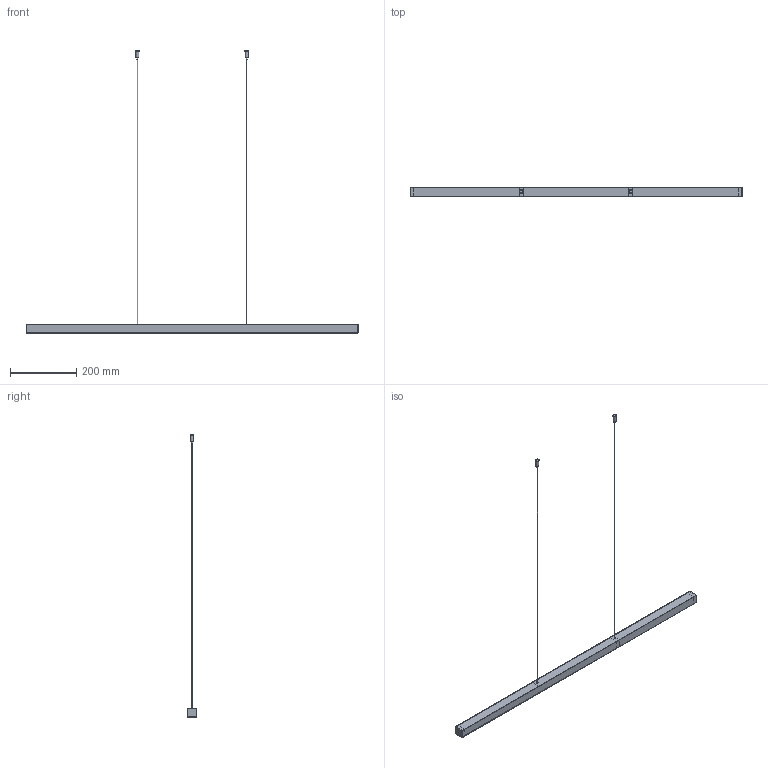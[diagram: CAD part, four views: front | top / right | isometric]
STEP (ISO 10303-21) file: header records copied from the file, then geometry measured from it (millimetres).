
FILE_DESCRIPTION(/* description */ (''),/* implementation_level */ '2;1');
FILE_NAME(/* name */ 'Oleant_BD100_Beam_Down_100.stp',/* time_stamp */ '2022-04-16T03:23:15+02:00',/* author */ ('Omnitek 2000'),/* organization */ (''),/* preprocessor_version */ 'ST-DEVELOPER v18',/* originating_system */ 'Autodesk Inventor 2020',/* authorisation */ '');
FILE_SCHEMA (('AUTOMOTIVE_DESIGN { 1 0 10303 214 3 1 1 }'));
Length unit declared in the file: millimetre
Products named in the file (5): olala; frame; frame_1; cable; ceiling_mount
Assembly tree (6 placements, depth 2):
  olala
    frame
    frame_1
    cable  x2
    ceiling_mount  x2
Bounding box: 1000 x 30 x 849.5 mm (x, y, z)
Volume: 775344.5 mm3; surface area: 269266.2 mm2
Topology: 6 solids, 6 shells, 75 faces, 146 edges, 96 vertices
Faces by surface type: plane 41, cylinder 22, sphere 8, torus 4
Full cylindrical faces by diameter (mm): 1.2 x2, 3 x2, 4 x2, 9 x2, 11 x2
Entity records: 1846 total; most frequent: DIRECTION 316, CARTESIAN_POINT 279, ORIENTED_EDGE 244, EDGE_CURVE 122, AXIS2_PLACEMENT_3D 119, LINE 78, VECTOR 78, VERTEX_POINT 74
